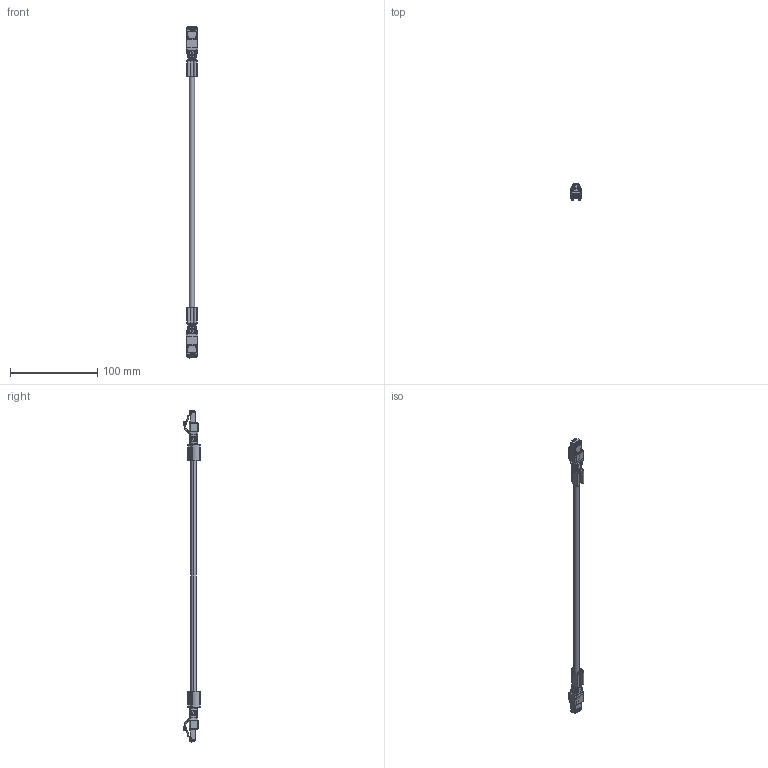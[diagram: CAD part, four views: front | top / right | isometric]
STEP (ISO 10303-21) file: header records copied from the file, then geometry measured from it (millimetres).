
FILE_DESCRIPTION(('CATIA V5 STEP Exchange','CAx-IF Rec.Pracs.--- Model Styling and Organization---1.5--- 2016-08-15','CAx-IF Rec.Pracs.---Supplemental Geometry---1.0---2011-11-01','CAx-IF Rec.Pracs.--- Composite Materials ---1.1---2010-07-15'),'2;1');
FILE_NAME ('254945-2_1', '2025-10-16T10:12:12+00:00', ('none'), ('Weidmueller'), 'CATIA Version 5-6 Release 2024 SP4', 'CATIA V5 STEP AP214 v3', 'none');
FILE_SCHEMA(('AUTOMOTIVE_DESIGN { 1 0 10303 214 1 1 1 1 }'));
Length unit declared in the file: millimetre
Products named in the file (1): 1201270000
Bounding box: 13.7 x 18.46 x 379.96 mm (x, y, z)
Volume: 17309.6 mm3; surface area: 18382.6 mm2
Topology: 1 solids, 5 shells, 1440 faces, 4090 edges, 2632 vertices
Faces by surface type: plane 870, cylinder 380, bspline 172, torus 14, sphere 4
Entity records: 54201 total; most frequent: CARTESIAN_POINT 20837, ORIENTED_EDGE 8148, DIRECTION 4784, EDGE_CURVE 4074, VECTOR 2632, LINE 2632, VERTEX_POINT 2632, EDGE_LOOP 1464
